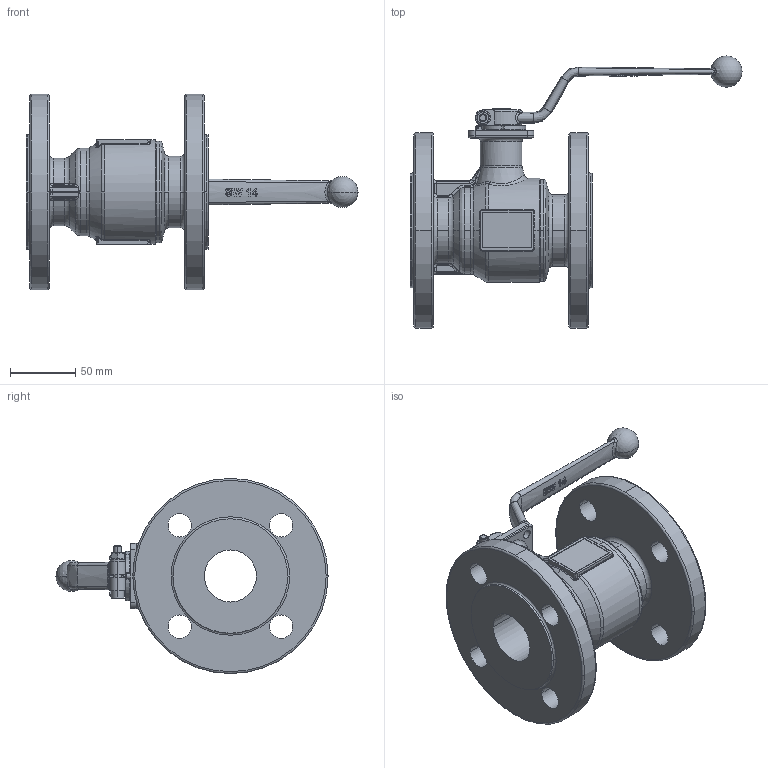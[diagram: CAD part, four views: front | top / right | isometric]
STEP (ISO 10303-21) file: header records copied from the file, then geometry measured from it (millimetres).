
FILE_DESCRIPTION(('STEP AP214'),'1');
FILE_NAME('valve_ksl75-40-16-b.stp','2017-10-06T12:47:59',('TraceParts'),('TraceParts S.A.'),'Spatial InterOp 3D',' ',' ');
FILE_SCHEMA(('automotive_design'));
Length unit declared in the file: millimetre
Products named in the file (1): valve_ksl75-40-16-b
Bounding box: 255 x 209 x 150 mm (x, y, z)
Volume: 846449 mm3; surface area: 148871.8 mm2
Topology: 1 solids, 3 shells, 750 faces, 1999 edges, 1265 vertices
Faces by surface type: plane 230, cylinder 208, bspline 167, torus 86, cone 53, sphere 6
Entity records: 33032 total; most frequent: CARTESIAN_POINT 8982, ORIENTED_EDGE 3978, DIRECTION 3541, EDGE_CURVE 1989, AXIS2_PLACEMENT_3D 1379, VERTEX_POINT 1265, EDGE_LOOP 828, LINE 783
